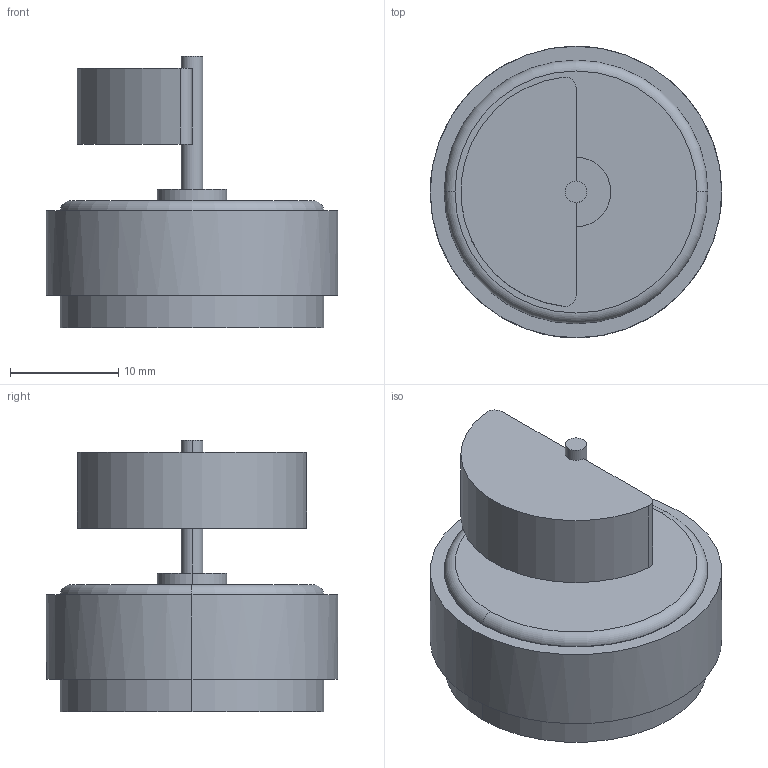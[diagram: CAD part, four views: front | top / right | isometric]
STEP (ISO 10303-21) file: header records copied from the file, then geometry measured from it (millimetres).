
FILE_DESCRIPTION(('CATIA V5 STEP Exchange'),'2;1');
FILE_NAME('xbox_motor.stp','2013-06-11T22:45:37+00:00',('none'),('none'),'CATIA Version 5 Release 18 SP 4 (IN-10)','CATIA V5 STEP AP203','none');
FILE_SCHEMA(('CONFIG_CONTROL_DESIGN'));
Length unit declared in the file: millimetre
Products named in the file (1): xbox_motor
Bounding box: 26.9 x 26.9 x 25.08 mm (x, y, z)
Volume: 7552.5 mm3; surface area: 2860.6 mm2
Topology: 1 solids, 1 shells, 25 faces, 56 edges, 39 vertices
Faces by surface type: cylinder 13, plane 10, torus 2
Entity records: 717 total; most frequent: CARTESIAN_POINT 142, ORIENTED_EDGE 110, DIRECTION 90, EDGE_CURVE 55, AXIS2_PLACEMENT_3D 51, VERTEX_POINT 36, CIRCLE 32, EDGE_LOOP 29
